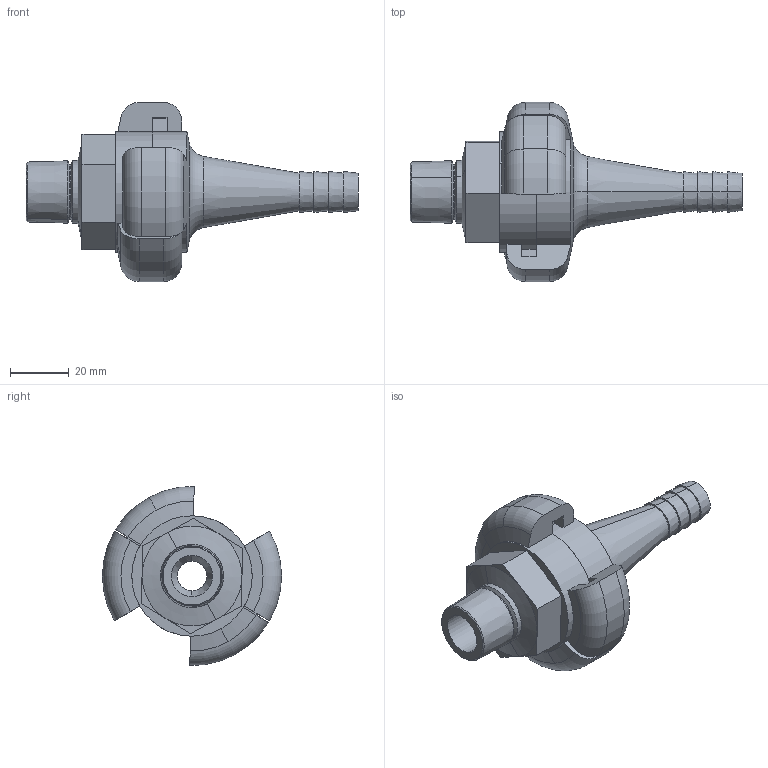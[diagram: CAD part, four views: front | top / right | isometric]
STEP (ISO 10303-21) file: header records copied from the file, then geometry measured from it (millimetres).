
FILE_DESCRIPTION (( 'STEP AP203' ), '1' );
FILE_NAME ('11-0140-04_outokumpu.step', '2015-08-12T07:03:54', ( '' ), ( '' ), 'SwSTEP 2.0', 'SolidWorks 2008', '' );
FILE_SCHEMA (( 'CONFIG_CONTROL_DESIGN' ));
Length unit declared in the file: millimetre
Products named in the file (4): hose-nipple-13-0140-02_outokumpu_hose-nipple-13-0140-02_outokumpu; 11-0140-04_outokumpu; nipple-13-0140-05_outokumpu_nipple-13-0140-05_outokumpu; Sealing_11-0140-04_outokumpu_11-0140-04_outokumpu
Assembly tree (4 placements, depth 2):
  11-0140-04_outokumpu
    Sealing_11-0140-04_outokumpu_11-0140-04_outokumpu  x2
    hose-nipple-13-0140-02_outokumpu_hose-nipple-13-0140-02_outokumpu
    nipple-13-0140-05_outokumpu_nipple-13-0140-05_outokumpu
Bounding box: 113 x 61 x 60.98 mm (x, y, z)
Volume: 69184.8 mm3; surface area: 31201.4 mm2
Topology: 4 solids, 4 shells, 154 faces, 363 edges, 228 vertices
Faces by surface type: plane 55, cylinder 48, cone 35, torus 16
Entity records: 4631 total; most frequent: DIRECTION 819, CARTESIAN_POINT 705, ORIENTED_EDGE 682, EDGE_CURVE 341, AXIS2_PLACEMENT_3D 328, VERTEX_POINT 214, CIRCLE 178, VECTOR 163
